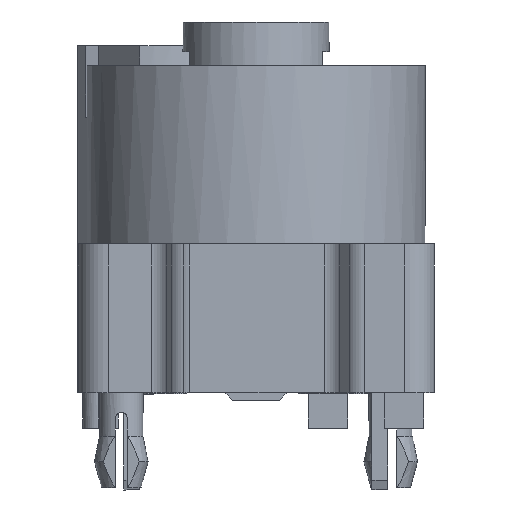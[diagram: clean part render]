
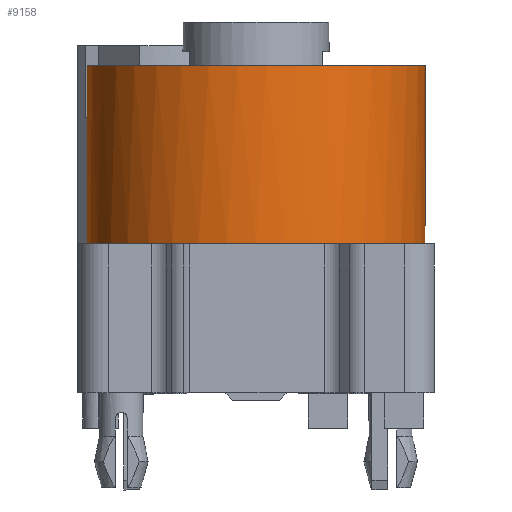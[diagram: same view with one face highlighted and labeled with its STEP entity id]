
A CAD part, front view. The second image highlights one B-rep face of the part: STEP entity #9158.
In plain terms, the highlighted cylindrical face has radius 8.55 mm (diameter 17.1 mm), a partial arc.
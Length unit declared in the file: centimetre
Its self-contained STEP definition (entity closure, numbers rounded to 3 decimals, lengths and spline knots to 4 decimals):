
#128=CYLINDRICAL_SURFACE($,#9788,0.855);
#166=CIRCLE($,#9260,0.855);
#175=CIRCLE($,#9273,0.855);
#176=CIRCLE($,#9276,0.855);
#177=CIRCLE($,#9279,0.855);
#237=CIRCLE($,#9420,0.855);
#238=CIRCLE($,#9422,0.855);
#241=CIRCLE($,#9474,0.855);
#270=CIRCLE($,#9759,0.855);
#276=CIRCLE($,#9782,0.855);
#278=CIRCLE($,#9789,0.855);
#279=CIRCLE($,#9790,0.855);
#764=FACE_OUTER_BOUND($,#1276,.T.);
#1276=EDGE_LOOP($,(#8157,#8158,#8159,#8160,#8161,#8162,#8163,#8164,#8165,
#8166,#8167,#8168,#8169,#8170));
#2369=LINE($,#14864,#3479);
#2394=LINE($,#14924,#3504);
#2395=LINE($,#14929,#3505);
#3479=VECTOR($,#12032,0.9);
#3504=VECTOR($,#12099,0.64);
#3505=VECTOR($,#12104,0.26);
#3839=VERTEX_POINT($,#12940);
#3843=VERTEX_POINT($,#12950);
#3876=VERTEX_POINT($,#13018);
#3883=VERTEX_POINT($,#13033);
#3889=VERTEX_POINT($,#13047);
#3893=VERTEX_POINT($,#13056);
#3896=VERTEX_POINT($,#13065);
#3899=VERTEX_POINT($,#13075);
#3900=VERTEX_POINT($,#13076);
#4366=VERTEX_POINT($,#14842);
#4370=VERTEX_POINT($,#14862);
#4383=VERTEX_POINT($,#14920);
#4385=VERTEX_POINT($,#14926);
#4386=VERTEX_POINT($,#14928);
#4733=EDGE_CURVE($,#3839,#3843,#166,.T.);
#4780=EDGE_CURVE($,#3876,#3889,#175,.T.);
#4789=EDGE_CURVE($,#3893,#3896,#176,.T.);
#4793=EDGE_CURVE($,#3899,#3900,#177,.T.);
#5066=EDGE_CURVE($,#3896,#3883,#237,.T.);
#5069=EDGE_CURVE($,#3843,#3876,#238,.T.);
#5154=EDGE_CURVE($,#3883,#3900,#241,.T.);
#5624=EDGE_CURVE($,#3839,#4366,#270,.T.);
#5635=EDGE_CURVE($,#3899,#4370,#2369,.T.);
#5652=EDGE_CURVE($,#3893,#3889,#276,.T.);
#5665=EDGE_CURVE($,#4383,#4366,#2394,.T.);
#5666=EDGE_CURVE($,#4370,#4385,#278,.T.);
#5667=EDGE_CURVE($,#4385,#4386,#2395,.T.);
#5668=EDGE_CURVE($,#4386,#4383,#279,.T.);
#8157=ORIENTED_EDGE($,*,*,#4789,.T.);
#8158=ORIENTED_EDGE($,*,*,#5066,.T.);
#8159=ORIENTED_EDGE($,*,*,#5154,.T.);
#8160=ORIENTED_EDGE($,*,*,#4793,.F.);
#8161=ORIENTED_EDGE($,*,*,#5635,.T.);
#8162=ORIENTED_EDGE($,*,*,#5666,.T.);
#8163=ORIENTED_EDGE($,*,*,#5667,.T.);
#8164=ORIENTED_EDGE($,*,*,#5668,.T.);
#8165=ORIENTED_EDGE($,*,*,#5665,.T.);
#8166=ORIENTED_EDGE($,*,*,#5624,.F.);
#8167=ORIENTED_EDGE($,*,*,#4733,.T.);
#8168=ORIENTED_EDGE($,*,*,#5069,.T.);
#8169=ORIENTED_EDGE($,*,*,#4780,.T.);
#8170=ORIENTED_EDGE($,*,*,#5652,.F.);
#9158=ADVANCED_FACE($,(#764),#128,.T.);
#9260=AXIS2_PLACEMENT_3D($,#12952,#10243,#10244);
#9273=AXIS2_PLACEMENT_3D($,#13049,#10307,#10308);
#9276=AXIS2_PLACEMENT_3D($,#13067,#10321,#10322);
#9279=AXIS2_PLACEMENT_3D($,#13077,#10330,#10331);
#9420=AXIS2_PLACEMENT_3D($,#13695,#10807,#10808);
#9422=AXIS2_PLACEMENT_3D($,#13700,#10813,#10814);
#9474=AXIS2_PLACEMENT_3D($,#13874,#10999,#11000);
#9759=AXIS2_PLACEMENT_3D($,#14844,#12008,#12009);
#9782=AXIS2_PLACEMENT_3D($,#14899,#12076,#12077);
#9788=AXIS2_PLACEMENT_3D($,#14925,#12100,#12101);
#9789=AXIS2_PLACEMENT_3D($,#14927,#12102,#12103);
#9790=AXIS2_PLACEMENT_3D($,#14930,#12105,#12106);
#10243=DIRECTION('center_axis',(0.,0.,
1.));
#10244=DIRECTION('ref_axis',(-1.,0.,0.));
#10307=DIRECTION('center_axis',(0.,0.,
1.));
#10308=DIRECTION('ref_axis',(-1.,0.,0.));
#10321=DIRECTION('center_axis',(0.,0.,
1.));
#10322=DIRECTION('ref_axis',(-1.,0.,0.));
#10330=DIRECTION('center_axis',(0.,0.,
-1.));
#10331=DIRECTION('ref_axis',(-1.,0.,0.));
#10807=DIRECTION('center_axis',(0.,0.,
1.));
#10808=DIRECTION('ref_axis',(-1.,0.,0.));
#10813=DIRECTION('center_axis',(0.,0.,
1.));
#10814=DIRECTION('ref_axis',(-1.,0.,0.));
#10999=DIRECTION('center_axis',(0.,0.,
1.));
#11000=DIRECTION('ref_axis',(-1.,0.,0.));
#12008=DIRECTION('center_axis',(0.,0.,
-1.));
#12009=DIRECTION('ref_axis',(-1.,0.,0.));
#12032=DIRECTION($,(0.,0.,1.));
#12076=DIRECTION('center_axis',(0.,0.,
-1.));
#12077=DIRECTION('ref_axis',(-1.,0.,0.));
#12099=DIRECTION($,(0.,0.,-1.));
#12100=DIRECTION('center_axis',(0.,0.,
1.));
#12101=DIRECTION('ref_axis',(-1.,0.,0.));
#12102=DIRECTION('center_axis',(0.,0.,
-1.));
#12103=DIRECTION('ref_axis',(-1.,0.,0.));
#12104=DIRECTION($,(0.,0.,-1.));
#12105=DIRECTION('center_axis',(0.,0.,
-1.));
#12106=DIRECTION('ref_axis',(-1.,0.,0.));
#12940=CARTESIAN_POINT('',(-0.7978,0.3075,0.75));
#12950=CARTESIAN_POINT('',(-0.8006,0.3,0.75));
#12952=CARTESIAN_POINT('Origin',(0.,0.,
0.75));
#13018=CARTESIAN_POINT('',(-0.8006,-0.3,0.75));
#13033=CARTESIAN_POINT('',(0.8006,0.3,0.75));
#13047=CARTESIAN_POINT('',(-0.7978,-0.3075,0.75));
#13049=CARTESIAN_POINT('Origin',(0.,0.,
0.75));
#13056=CARTESIAN_POINT('',(0.7978,-0.3075,0.75));
#13065=CARTESIAN_POINT('',(0.8006,-0.3,0.75));
#13067=CARTESIAN_POINT('Origin',(0.,0.,
0.75));
#13075=CARTESIAN_POINT('',(-0.3068,0.7981,0.75));
#13076=CARTESIAN_POINT('',(0.7978,0.3075,0.75));
#13077=CARTESIAN_POINT('Origin',(0.,0.,
0.75));
#13695=CARTESIAN_POINT('Origin',(0.,0.,
0.75));
#13700=CARTESIAN_POINT('Origin',(0.,0.,
0.75));
#13874=CARTESIAN_POINT('Origin',(0.,0.,
0.75));
#14842=CARTESIAN_POINT('',(-0.7294,0.4461,0.75));
#14844=CARTESIAN_POINT('Origin',(0.,0.,
0.75));
#14862=CARTESIAN_POINT('',(-0.3068,0.7981,1.65));
#14864=CARTESIAN_POINT($,(-0.3068,0.7981,0.75));
#14899=CARTESIAN_POINT('Origin',(0.,0.,
0.75));
#14920=CARTESIAN_POINT('',(-0.7294,0.4461,1.39));
#14924=CARTESIAN_POINT($,(-0.7294,0.4461,0.75));
#14925=CARTESIAN_POINT('Origin',(0.,0.,
0.75));
#14926=CARTESIAN_POINT('',(-0.7746,0.362,1.65));
#14927=CARTESIAN_POINT('Origin',(0.,0.,
1.65));
#14928=CARTESIAN_POINT('',(-0.7746,0.362,1.39));
#14929=CARTESIAN_POINT($,(-0.7746,0.362,0.75));
#14930=CARTESIAN_POINT('Origin',(0.,0.,
1.39));
